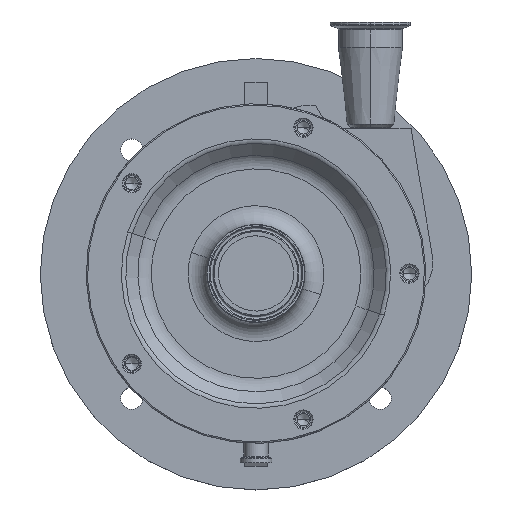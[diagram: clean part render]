
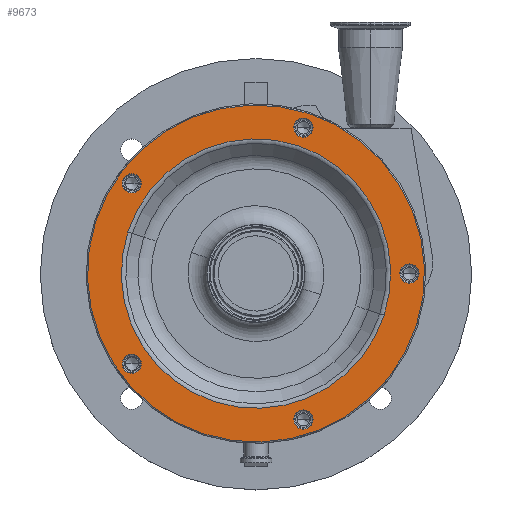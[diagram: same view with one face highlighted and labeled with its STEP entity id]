
A CAD part, top view. The second image highlights one B-rep face of the part: STEP entity #9673.
In plain terms, the highlighted planar face has unit normal (0, 0, 1).
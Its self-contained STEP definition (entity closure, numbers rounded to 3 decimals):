
#27 = DIRECTION ( 'NONE',  ( -0.951, 0.309, 0. ) ) ;
#104 = FACE_BOUND ( 'NONE', #4314, .T. ) ;
#152 = ORIENTED_EDGE ( 'NONE', *, *, #7856, .T. ) ;
#178 = AXIS2_PLACEMENT_3D ( 'NONE', #6427, #7197, #5746 ) ;
#207 = CIRCLE ( 'NONE', #2346, 7.644 ) ;
#210 = DIRECTION ( 'NONE',  ( 0., 0., -1. ) ) ;
#306 = EDGE_CURVE ( 'NONE', #5390, #2508, #6224, .T. ) ;
#431 = DIRECTION ( 'NONE',  ( -0.951, 0.309, 0. ) ) ;
#481 = AXIS2_PLACEMENT_3D ( 'NONE', #615, #10073, #9153 ) ;
#567 = ORIENTED_EDGE ( 'NONE', *, *, #10189, .T. ) ;
#615 = CARTESIAN_POINT ( 'NONE',  ( 0., 0., 316. ) ) ;
#647 = VERTEX_POINT ( 'NONE', #3510 ) ;
#683 = AXIS2_PLACEMENT_3D ( 'NONE', #1680, #9335, #27 ) ;
#745 = ORIENTED_EDGE ( 'NONE', *, *, #2951, .T. ) ;
#838 = CIRCLE ( 'NONE', #683, 7.644 ) ;
#891 = ORIENTED_EDGE ( 'NONE', *, *, #7534, .T. ) ;
#917 = DIRECTION ( 'NONE',  ( 0., 0., -1. ) ) ;
#1161 = EDGE_LOOP ( 'NONE', ( #745, #2741 ) ) ;
#1192 = CIRCLE ( 'NONE', #178, 134. ) ;
#1272 = DIRECTION ( 'NONE',  ( 0., 0., -1. ) ) ;
#1341 = DIRECTION ( 'NONE',  ( 0., 0., -1. ) ) ;
#1481 = CIRCLE ( 'NONE', #5277, 7.644 ) ;
#1509 = CARTESIAN_POINT ( 'NONE',  ( 101.831, -33.087, 316. ) ) ;
#1680 = CARTESIAN_POINT ( 'NONE',  ( 37.7, 116.029, 316. ) ) ;
#1749 = CARTESIAN_POINT ( 'NONE',  ( 127.442, -41.408, 316. ) ) ;
#1840 = EDGE_LOOP ( 'NONE', ( #567, #2789 ) ) ;
#1893 = DIRECTION ( 'NONE',  ( -0.951, 0.309, 0. ) ) ;
#1920 = VERTEX_POINT ( 'NONE', #3761 ) ;
#2146 = AXIS2_PLACEMENT_3D ( 'NONE', #3367, #210, #4136 ) ;
#2155 = DIRECTION ( 'NONE',  ( -0.951, 0.309, 0. ) ) ;
#2236 = CARTESIAN_POINT ( 'NONE',  ( 122., 0., 316. ) ) ;
#2346 = AXIS2_PLACEMENT_3D ( 'NONE', #9938, #917, #4077 ) ;
#2508 = VERTEX_POINT ( 'NONE', #1509 ) ;
#2565 = EDGE_CURVE ( 'NONE', #7831, #4986, #4780, .T. ) ;
#2675 = VERTEX_POINT ( 'NONE', #3305 ) ;
#2709 = CARTESIAN_POINT ( 'NONE',  ( 41.408, 127.442, 316. ) ) ;
#2741 = ORIENTED_EDGE ( 'NONE', *, *, #6049, .T. ) ;
#2774 = VERTEX_POINT ( 'NONE', #6090 ) ;
#2789 = ORIENTED_EDGE ( 'NONE', *, *, #3664, .T. ) ;
#2939 = CARTESIAN_POINT ( 'NONE',  ( 37.7, 116.029, 316. ) ) ;
#2951 = EDGE_CURVE ( 'NONE', #7839, #647, #8088, .T. ) ;
#3044 = VERTEX_POINT ( 'NONE', #6560 ) ;
#3141 = EDGE_LOOP ( 'NONE', ( #5207, #6357 ) ) ;
#3305 = CARTESIAN_POINT ( 'NONE',  ( -91.43, 69.348, 316. ) ) ;
#3367 = CARTESIAN_POINT ( 'NONE',  ( 37.7, -116.029, 316. ) ) ;
#3424 = DIRECTION ( 'NONE',  ( 0., 0., -1. ) ) ;
#3436 = CARTESIAN_POINT ( 'NONE',  ( 0., 0., 316. ) ) ;
#3442 = EDGE_CURVE ( 'NONE', #4986, #7831, #8264, .T. ) ;
#3510 = CARTESIAN_POINT ( 'NONE',  ( 114.73, 2.362, 316. ) ) ;
#3539 = DIRECTION ( 'NONE',  ( 0., 0., -1. ) ) ;
#3664 = EDGE_CURVE ( 'NONE', #9603, #3791, #838, .T. ) ;
#3761 = CARTESIAN_POINT ( 'NONE',  ( -105.97, -69.348, 316. ) ) ;
#3783 = CARTESIAN_POINT ( 'NONE',  ( 129.27, -2.362, 316. ) ) ;
#3791 = VERTEX_POINT ( 'NONE', #5652 ) ;
#3798 = DIRECTION ( 'NONE',  ( -0.951, 0.309, 0. ) ) ;
#3802 = EDGE_CURVE ( 'NONE', #2774, #6543, #1192, .T. ) ;
#3924 = EDGE_CURVE ( 'NONE', #3044, #1920, #5968, .T. ) ;
#3990 = AXIS2_PLACEMENT_3D ( 'NONE', #8791, #9623, #4041 ) ;
#4041 = DIRECTION ( 'NONE',  ( -0.951, 0.309, 0. ) ) ;
#4044 = AXIS2_PLACEMENT_3D ( 'NONE', #2939, #6189, #2155 ) ;
#4077 = DIRECTION ( 'NONE',  ( -0.951, 0.309, 0. ) ) ;
#4091 = FACE_BOUND ( 'NONE', #1161, .T. ) ;
#4136 = DIRECTION ( 'NONE',  ( -0.951, 0.309, 0. ) ) ;
#4146 = FACE_BOUND ( 'NONE', #3141, .T. ) ;
#4281 = DIRECTION ( 'NONE',  ( -0.951, 0.309, 0. ) ) ;
#4314 = EDGE_LOOP ( 'NONE', ( #9994, #7004 ) ) ;
#4435 = CIRCLE ( 'NONE', #6895, 7.644 ) ;
#4498 = CIRCLE ( 'NONE', #3990, 7.644 ) ;
#4780 = CIRCLE ( 'NONE', #2146, 7.644 ) ;
#4902 = CARTESIAN_POINT ( 'NONE',  ( 0., 0., 316. ) ) ;
#4986 = VERTEX_POINT ( 'NONE', #8014 ) ;
#5026 = EDGE_CURVE ( 'NONE', #1920, #3044, #4435, .T. ) ;
#5032 = PLANE ( 'NONE',  #10126 ) ;
#5153 = AXIS2_PLACEMENT_3D ( 'NONE', #3436, #1272, #1893 ) ;
#5207 = ORIENTED_EDGE ( 'NONE', *, *, #306, .T. ) ;
#5261 = EDGE_CURVE ( 'NONE', #2508, #5390, #9227, .T. ) ;
#5277 = AXIS2_PLACEMENT_3D ( 'NONE', #2236, #6166, #6210 ) ;
#5390 = VERTEX_POINT ( 'NONE', #7946 ) ;
#5494 = EDGE_LOOP ( 'NONE', ( #7907, #7687 ) ) ;
#5608 = VERTEX_POINT ( 'NONE', #9797 ) ;
#5633 = FACE_BOUND ( 'NONE', #10156, .T. ) ;
#5652 = CARTESIAN_POINT ( 'NONE',  ( 44.97, 113.667, 316. ) ) ;
#5678 = FACE_OUTER_BOUND ( 'NONE', #5494, .T. ) ;
#5746 = DIRECTION ( 'NONE',  ( -0.951, 0.309, 0. ) ) ;
#5853 = DIRECTION ( 'NONE',  ( -0.951, 0.309, 0. ) ) ;
#5968 = CIRCLE ( 'NONE', #7271, 7.644 ) ;
#6046 = DIRECTION ( 'NONE',  ( -0.951, 0.309, 0. ) ) ;
#6049 = EDGE_CURVE ( 'NONE', #647, #7839, #1481, .T. ) ;
#6090 = CARTESIAN_POINT ( 'NONE',  ( -127.442, 41.408, 316. ) ) ;
#6166 = DIRECTION ( 'NONE',  ( 0., 0., -1. ) ) ;
#6189 = DIRECTION ( 'NONE',  ( 0., 0., -1. ) ) ;
#6210 = DIRECTION ( 'NONE',  ( -0.951, 0.309, 0. ) ) ;
#6224 = CIRCLE ( 'NONE', #6878, 107.071 ) ;
#6357 = ORIENTED_EDGE ( 'NONE', *, *, #5261, .T. ) ;
#6427 = CARTESIAN_POINT ( 'NONE',  ( 0., 0., 316. ) ) ;
#6431 = EDGE_LOOP ( 'NONE', ( #152, #891 ) ) ;
#6543 = VERTEX_POINT ( 'NONE', #1749 ) ;
#6560 = CARTESIAN_POINT ( 'NONE',  ( -91.43, -74.072, 316. ) ) ;
#6604 = DIRECTION ( 'NONE',  ( 0., 0., -1. ) ) ;
#6878 = AXIS2_PLACEMENT_3D ( 'NONE', #4902, #1341, #6046 ) ;
#6895 = AXIS2_PLACEMENT_3D ( 'NONE', #8733, #3539, #431 ) ;
#7004 = ORIENTED_EDGE ( 'NONE', *, *, #3442, .T. ) ;
#7029 = DIRECTION ( 'NONE',  ( -0.951, 0.309, 0. ) ) ;
#7197 = DIRECTION ( 'NONE',  ( 0., 0., -1. ) ) ;
#7271 = AXIS2_PLACEMENT_3D ( 'NONE', #8297, #7719, #3798 ) ;
#7291 = FACE_BOUND ( 'NONE', #1840, .T. ) ;
#7372 = CARTESIAN_POINT ( 'NONE',  ( 37.7, -116.029, 316. ) ) ;
#7534 = EDGE_CURVE ( 'NONE', #5608, #2675, #4498, .T. ) ;
#7687 = ORIENTED_EDGE ( 'NONE', *, *, #8556, .F. ) ;
#7719 = DIRECTION ( 'NONE',  ( 0., 0., -1. ) ) ;
#7811 = CARTESIAN_POINT ( 'NONE',  ( 122., 0., 316. ) ) ;
#7831 = VERTEX_POINT ( 'NONE', #8427 ) ;
#7839 = VERTEX_POINT ( 'NONE', #3783 ) ;
#7856 = EDGE_CURVE ( 'NONE', #2675, #5608, #207, .T. ) ;
#7907 = ORIENTED_EDGE ( 'NONE', *, *, #3802, .F. ) ;
#7946 = CARTESIAN_POINT ( 'NONE',  ( -101.831, 33.087, 316. ) ) ;
#8014 = CARTESIAN_POINT ( 'NONE',  ( 30.43, -113.667, 316. ) ) ;
#8088 = CIRCLE ( 'NONE', #8918, 7.644 ) ;
#8191 = CARTESIAN_POINT ( 'NONE',  ( 30.43, 118.391, 316. ) ) ;
#8264 = CIRCLE ( 'NONE', #8434, 7.644 ) ;
#8297 = CARTESIAN_POINT ( 'NONE',  ( -98.7, -71.71, 316. ) ) ;
#8427 = CARTESIAN_POINT ( 'NONE',  ( 44.97, -118.391, 316. ) ) ;
#8434 = AXIS2_PLACEMENT_3D ( 'NONE', #7372, #6604, #4281 ) ;
#8544 = ORIENTED_EDGE ( 'NONE', *, *, #3924, .T. ) ;
#8556 = EDGE_CURVE ( 'NONE', #6543, #2774, #9595, .T. ) ;
#8733 = CARTESIAN_POINT ( 'NONE',  ( -98.7, -71.71, 316. ) ) ;
#8791 = CARTESIAN_POINT ( 'NONE',  ( -98.7, 71.71, 316. ) ) ;
#8840 = FACE_BOUND ( 'NONE', #6431, .T. ) ;
#8918 = AXIS2_PLACEMENT_3D ( 'NONE', #7811, #9503, #7029 ) ;
#9153 = DIRECTION ( 'NONE',  ( -0.951, 0.309, 0. ) ) ;
#9171 = CIRCLE ( 'NONE', #4044, 7.644 ) ;
#9227 = CIRCLE ( 'NONE', #481, 107.071 ) ;
#9335 = DIRECTION ( 'NONE',  ( 0., 0., -1. ) ) ;
#9503 = DIRECTION ( 'NONE',  ( 0., 0., -1. ) ) ;
#9595 = CIRCLE ( 'NONE', #5153, 134. ) ;
#9603 = VERTEX_POINT ( 'NONE', #8191 ) ;
#9623 = DIRECTION ( 'NONE',  ( 0., 0., -1. ) ) ;
#9673 = ADVANCED_FACE ( 'NONE', ( #4091, #104, #5633, #8840, #7291, #5678, #4146 ), #5032, .F. ) ;
#9797 = CARTESIAN_POINT ( 'NONE',  ( -105.97, 74.072, 316. ) ) ;
#9938 = CARTESIAN_POINT ( 'NONE',  ( -98.7, 71.71, 316. ) ) ;
#9976 = ORIENTED_EDGE ( 'NONE', *, *, #5026, .T. ) ;
#9994 = ORIENTED_EDGE ( 'NONE', *, *, #2565, .T. ) ;
#10073 = DIRECTION ( 'NONE',  ( 0., 0., -1. ) ) ;
#10126 = AXIS2_PLACEMENT_3D ( 'NONE', #2709, #3424, #5853 ) ;
#10156 = EDGE_LOOP ( 'NONE', ( #8544, #9976 ) ) ;
#10189 = EDGE_CURVE ( 'NONE', #3791, #9603, #9171, .T. ) ;
